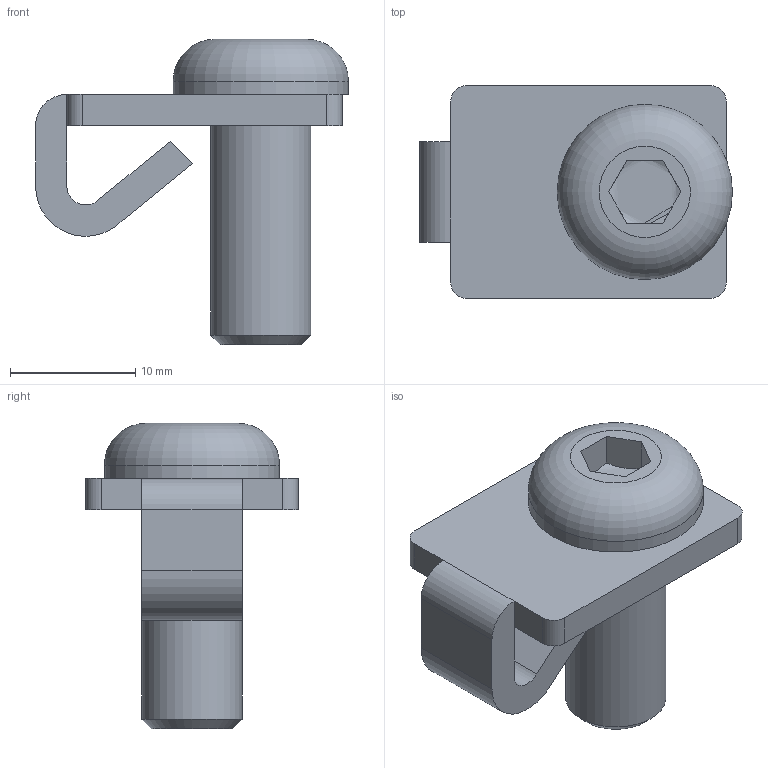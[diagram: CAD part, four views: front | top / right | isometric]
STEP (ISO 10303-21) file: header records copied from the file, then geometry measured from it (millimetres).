
FILE_DESCRIPTION(/* description */ ('KriTec Standardverbinder 8 einseitig für den Einsatz mit Flächenelementen'),/* implementation_level */ '2;1');
FILE_NAME(/* name */ '11499_KriTec_Standardverbinder_8_einseitig_fuer_den_Einsatz_mit_Flaechenelementen.stp',/* time_stamp */ '2019-01-09T10:58:20+01:00',/* author */ ('jendrek'),/* organization */ (''),/* preprocessor_version */ 'ST-DEVELOPER v17',/* originating_system */ 'Autodesk Inventor 2018',/* authorisation */ '');
FILE_SCHEMA (('AUTOMOTIVE_DESIGN { 1 0 10303 214 3 1 1 }'));
Length unit declared in the file: millimetre
Products named in the file (3): 11499; ISO 7380 - M8 x 20; 11441_KriTec_Standardverbindungsblech_8_einseitig
Assembly tree (2 placements, depth 2):
  11499
    ISO 7380 - M8 x 20
    11441_KriTec_Standardverbindungsblech_8_einseitig
Bounding box: 25 x 17 x 24.4 mm (x, y, z)
Volume: 2713.2 mm3; surface area: 2291.7 mm2
Topology: 2 solids, 2 shells, 37 faces, 98 edges, 66 vertices
Faces by surface type: plane 23, cylinder 10, torus 2, cone 2
Full cylindrical faces by diameter (mm): 8 x1, 8.5 x1, 14 x1
Entity records: 1281 total; most frequent: CARTESIAN_POINT 220, DIRECTION 210, ORIENTED_EDGE 194, EDGE_CURVE 97, AXIS2_PLACEMENT_3D 77, VERTEX_POINT 66, LINE 56, VECTOR 56
